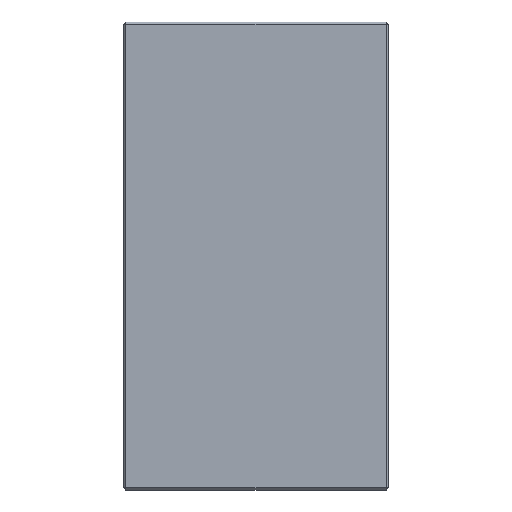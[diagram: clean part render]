
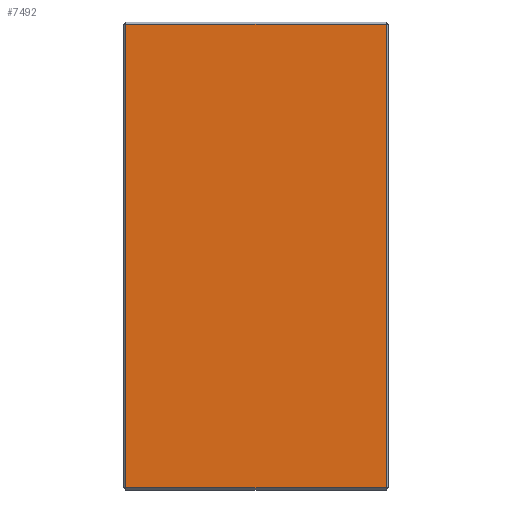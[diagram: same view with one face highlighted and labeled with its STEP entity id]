
A CAD part, top view. The second image highlights one B-rep face of the part: STEP entity #7492.
In plain terms, the highlighted planar face has unit normal (0, 0, 1).
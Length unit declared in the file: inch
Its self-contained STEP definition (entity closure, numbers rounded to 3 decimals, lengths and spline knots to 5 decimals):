
#27 = VERTEX_POINT ( 'NONE', #4828 ) ;
#162 = DIRECTION ( 'NONE',  ( 0., 0., -1. ) ) ;
#171 = EDGE_CURVE ( 'NONE', #1574, #1562, #3575, .T. ) ;
#488 = EDGE_CURVE ( 'NONE', #6300, #1574, #676, .T. ) ;
#553 = CARTESIAN_POINT ( 'NONE',  ( -0.05039, 0., 0.0311 ) ) ;
#676 = LINE ( 'NONE', #553, #2184 ) ;
#731 = CARTESIAN_POINT ( 'NONE',  ( 0., 0.08976, 0.0311 ) ) ;
#803 = EDGE_LOOP ( 'NONE', ( #2762, #5557, #3611, #5276 ) ) ;
#843 = PLANE ( 'NONE',  #1387 ) ;
#942 = VECTOR ( 'NONE', #3758, 39.37008 ) ;
#1054 = CARTESIAN_POINT ( 'NONE',  ( 0.05039, 0.08976, 0.0311 ) ) ;
#1387 = AXIS2_PLACEMENT_3D ( 'NONE', #6838, #162, #4374 ) ;
#1562 = VERTEX_POINT ( 'NONE', #1054 ) ;
#1574 = VERTEX_POINT ( 'NONE', #5874 ) ;
#1977 = CARTESIAN_POINT ( 'NONE',  ( 0., -0.08976, 0.0311 ) ) ;
#2184 = VECTOR ( 'NONE', #7217, 39.37008 ) ;
#2762 = ORIENTED_EDGE ( 'NONE', *, *, #3882, .F. ) ;
#2857 = LINE ( 'NONE', #4260, #5960 ) ;
#3575 = LINE ( 'NONE', #731, #5353 ) ;
#3611 = ORIENTED_EDGE ( 'NONE', *, *, #171, .F. ) ;
#3758 = DIRECTION ( 'NONE',  ( -1., 0., 0. ) ) ;
#3882 = EDGE_CURVE ( 'NONE', #27, #6300, #5329, .T. ) ;
#4260 = CARTESIAN_POINT ( 'NONE',  ( 0.05039, 0., 0.0311 ) ) ;
#4374 = DIRECTION ( 'NONE',  ( -1., 0., 0. ) ) ;
#4828 = CARTESIAN_POINT ( 'NONE',  ( 0.05039, -0.08976, 0.0311 ) ) ;
#5276 = ORIENTED_EDGE ( 'NONE', *, *, #488, .F. ) ;
#5329 = LINE ( 'NONE', #1977, #942 ) ;
#5353 = VECTOR ( 'NONE', #5405, 39.37008 ) ;
#5405 = DIRECTION ( 'NONE',  ( 1., 0., 0. ) ) ;
#5425 = EDGE_CURVE ( 'NONE', #1562, #27, #2857, .T. ) ;
#5557 = ORIENTED_EDGE ( 'NONE', *, *, #5425, .F. ) ;
#5874 = CARTESIAN_POINT ( 'NONE',  ( -0.05039, 0.08976, 0.0311 ) ) ;
#5960 = VECTOR ( 'NONE', #6701, 39.37008 ) ;
#6300 = VERTEX_POINT ( 'NONE', #7269 ) ;
#6701 = DIRECTION ( 'NONE',  ( 0., -1., 0. ) ) ;
#6838 = CARTESIAN_POINT ( 'NONE',  ( 0., 0., 0.0311 ) ) ;
#7217 = DIRECTION ( 'NONE',  ( 0., 1., 0. ) ) ;
#7269 = CARTESIAN_POINT ( 'NONE',  ( -0.05039, -0.08976, 0.0311 ) ) ;
#7492 = ADVANCED_FACE ( 'NONE', ( #7685 ), #843, .F. ) ;
#7685 = FACE_OUTER_BOUND ( 'NONE', #803, .T. ) ;
